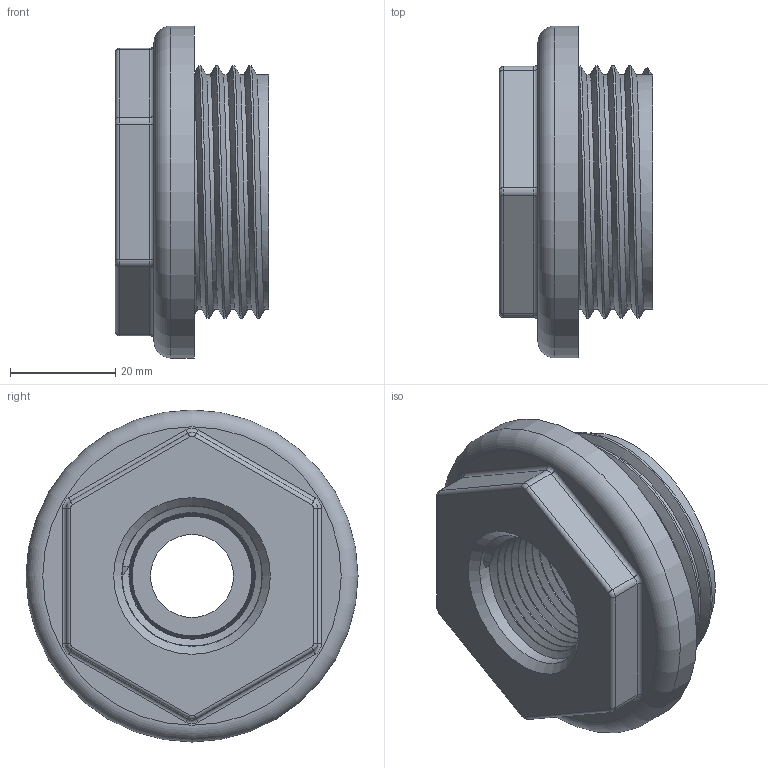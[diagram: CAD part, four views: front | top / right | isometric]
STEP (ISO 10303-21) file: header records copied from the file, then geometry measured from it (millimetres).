
FILE_DESCRIPTION((''),'2;1');
FILE_NAME('PV07257.stp','2013-04-29T08:52:44',('mclevenger'),(''),'Autodesk Inventor 2013','Autodesk Inventor 2013','');
FILE_SCHEMA(('AUTOMOTIVE_DESIGN { 1 0 10303 214 1 1 1 1 }'));
Length unit declared in the file: inch
Products named in the file (1): PV07257
Bounding box: 29.16 x 62.99 x 62.99 mm (x, y, z)
Volume: 47936 mm3; surface area: 14719.6 mm2
Topology: 1 solids, 1 shells, 76 faces, 183 edges, 112 vertices
Faces by surface type: cylinder 26, bspline 15, cone 15, plane 13, torus 7
Full cylindrical faces by diameter (mm): 15.748 x1, 44.577 x4, 62.992 x1
Entity records: 5638 total; most frequent: CARTESIAN_POINT 4374, ORIENTED_EDGE 256, DIRECTION 246, EDGE_CURVE 128, AXIS2_PLACEMENT_3D 104, VERTEX_POINT 80, EDGE_LOOP 70, CIRCLE 59
